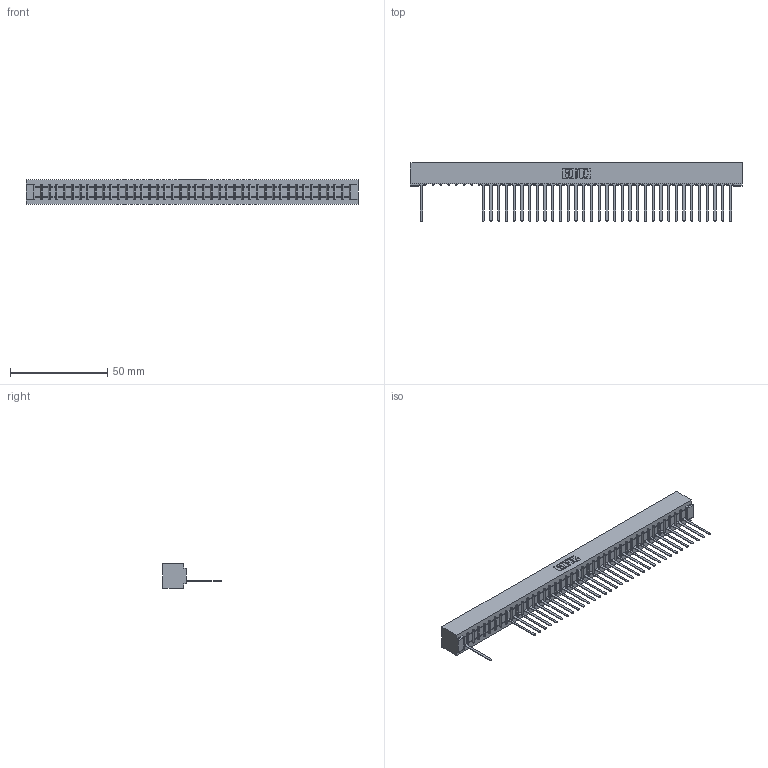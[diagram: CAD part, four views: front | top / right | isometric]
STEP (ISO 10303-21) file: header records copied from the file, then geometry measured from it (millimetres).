
FILE_DESCRIPTION (( 'STEP AP203' ), '1' );
FILE_NAME ('307-041-545-101.STEP', '2018-08-05T15:43:17', ( '' ), ( '' ), 'SwSTEP 2.0', 'SolidWorks 2016', '' );
FILE_SCHEMA (( 'CONFIG_CONTROL_DESIGN' ));
Length unit declared in the file: inch
Products named in the file (3): 307 Part_No Mounting Lugs; 307-290-001_545; 307-041-545-101
Assembly tree (35 placements, depth 2):
  307-041-545-101
    307 Part_No Mounting Lugs
    307-290-001_545  x34
Bounding box: 170.33 x 30 x 12.7 mm (x, y, z)
Volume: 18223.2 mm3; surface area: 19655.9 mm2
Topology: 35 solids, 35 shells, 2196 faces, 6255 edges, 4010 vertices
Faces by surface type: plane 1408, cylinder 704, sphere 84
Entity records: 34738 total; most frequent: CARTESIAN_POINT 5881, ORIENTED_EDGE 5874, DIRECTION 5711, EDGE_CURVE 2937, VECTOR 2255, LINE 2255, VERTEX_POINT 1898, AXIS2_PLACEMENT_3D 1728
